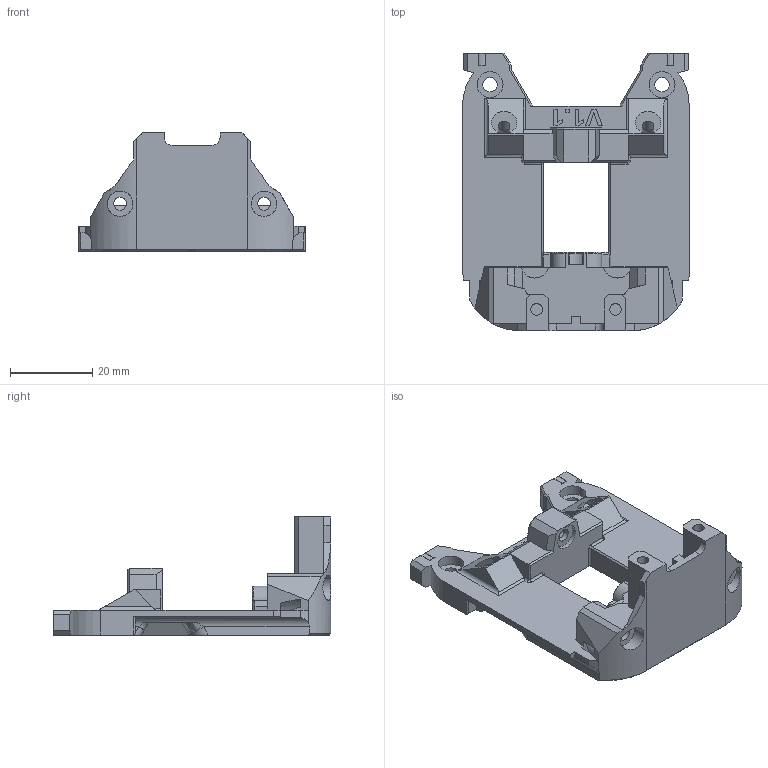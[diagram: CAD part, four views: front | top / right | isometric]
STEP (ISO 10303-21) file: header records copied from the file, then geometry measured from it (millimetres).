
FILE_DESCRIPTION(/* description */ (''),/* implementation_level */ '2;1');
FILE_NAME(/* name */ 'DragonBurner_Plate v1.step',/* time_stamp */ '2025-04-25T22:06:27+03:00',/* author */ (''),/* organization */ (''),/* preprocessor_version */ 'ST-DEVELOPER v20.1',/* originating_system */ 'Autodesk Translation Framework v14.4.0.0',/* authorisation */ '');
FILE_SCHEMA (('AUTOMOTIVE_DESIGN { 1 0 10303 214 3 1 1 }'));
Length unit declared in the file: millimetre
Products named in the file (2): DragonBurner_Plate; Магнит 6x3
Assembly tree (2 placements, depth 2):
  DragonBurner_Plate
    Магнит 6x3  x2
Bounding box: 54.97 x 67.5 x 28.72 mm (x, y, z)
Volume: 23248.7 mm3; surface area: 12228 mm2
Topology: 3 solids, 3 shells, 399 faces, 1061 edges, 688 vertices
Faces by surface type: plane 320, cylinder 67, cone 8, bspline 4
Full cylindrical faces by diameter (mm): 2.8 x4, 3.1 x3, 3.5 x2, 4.7 x2, 6 x2, 6.1 x1, 6.2 x2, 6.3 x3
Entity records: 12461 total; most frequent: CARTESIAN_POINT 2418, ORIENTED_EDGE 2116, DIRECTION 1975, EDGE_CURVE 1058, LINE 875, VECTOR 875, VERTEX_POINT 686, AXIS2_PLACEMENT_3D 550
